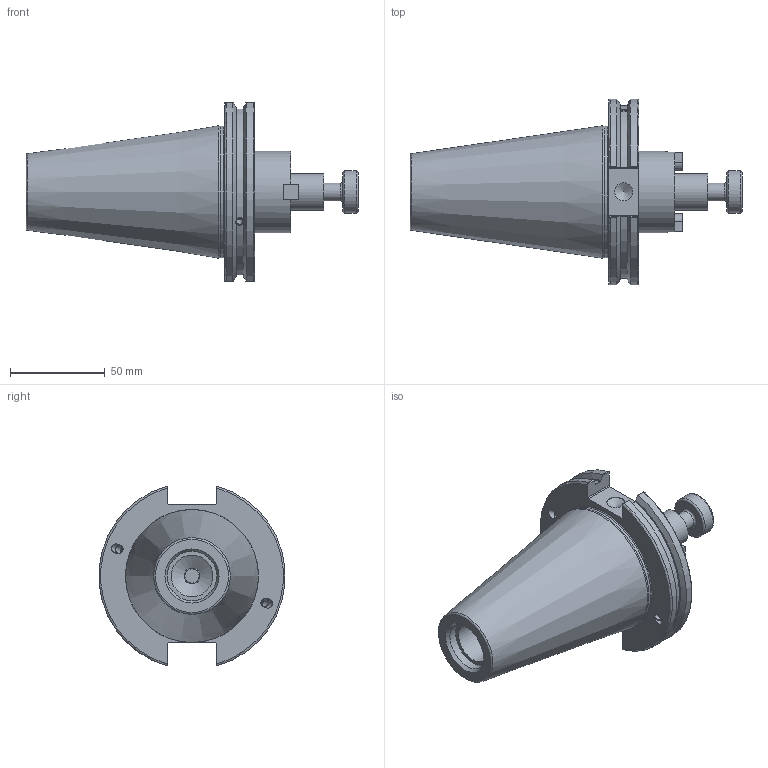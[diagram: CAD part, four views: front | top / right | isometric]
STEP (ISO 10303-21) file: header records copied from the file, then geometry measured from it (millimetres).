
FILE_DESCRIPTION(/* description */ ('','CAx-IF Rec.Pracs.---Representation and Presentation of Product Manufacturing Information (PMI)---4.0---2014-10-13'),/* implementation_level */ '2;1');
FILE_NAME(/* name */ 'EL010B.stp',/* time_stamp */ '2025-03-21T15:49:23+09:00',/* author */ ('eos'),/* organization */ (''),/* preprocessor_version */ 'ST-DEVELOPER v20',/* originating_system */ 'Autodesk Inventor 2025',/* authorisation */ '');
FILE_SCHEMA (('AP242_MANAGED_MODEL_BASED_3D_ENGINEERING_MIM_LF { 1 0 10303 442 1 1 4 }'));
Products named in the file (5): LO-CAT50ADB-SMA19.05C-38.1; CAT50; SMA27-DRIV EKEY-SECO; #5676; COLLAR BOLT-UNF3_8-24x24L
Assembly tree (4 placements, depth 2):
  LO-CAT50ADB-SMA19.05C-38.1
    CAT50
    SMA27-DRIV EKEY-SECO  x2
    COLLAR BOLT-UNF3_8-24x24L
  #5676
Bounding box: 175.18 x 98.06 x 94.69 mm (x, y, z)
Volume: 359176 mm3; surface area: 52925.6 mm2
Topology: 6 solids, 6 shells, 165 faces, 409 edges, 268 vertices
Faces by surface type: plane 88, cylinder 43, cone 21, torus 13
Full cylindrical faces by diameter (mm): 2.487 x2, 3.175 x2, 3.242 x4, 3.3 x2, 4.134 x2, 4.2 x2, 5 x2, 5.207 x2, 5.4 x2, 7.938 x1, 8.382 x1, 9.525 x2, 10.5 x1, 19.05 x1, 21.971 x1, 22.4 x1, 26.2 x1, 42.88 x1, 69.25 x1
Entity records: 5644 total; most frequent: CARTESIAN_POINT 1454, DIRECTION 830, ORIENTED_EDGE 692, EDGE_CURVE 346, AXIS2_PLACEMENT_3D 331, VERTEX_POINT 232, EDGE_LOOP 168, LINE 168
